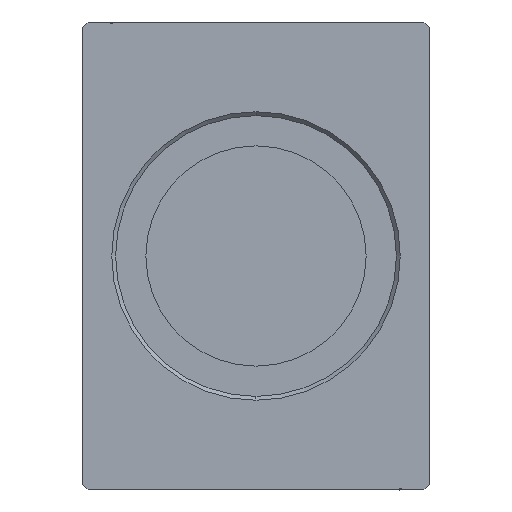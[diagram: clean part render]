
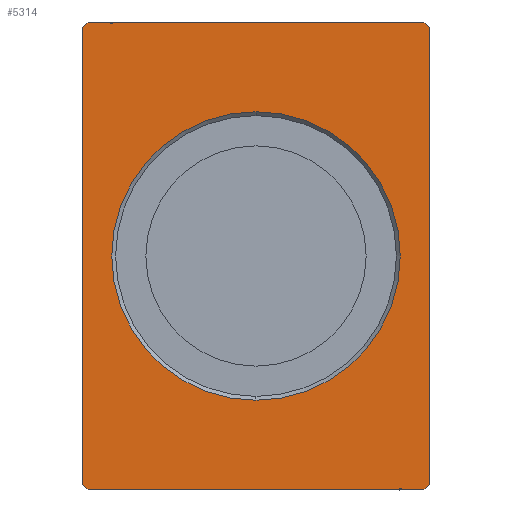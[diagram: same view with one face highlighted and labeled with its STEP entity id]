
A CAD part, left-side view. The second image highlights one B-rep face of the part: STEP entity #5314.
In plain terms, the highlighted planar face has unit normal (-1, 0, 0).
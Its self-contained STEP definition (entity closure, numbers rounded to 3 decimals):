
#55 = CARTESIAN_POINT ( 'NONE',  ( 0., -30.5, 42.5 ) ) ;
#574 = AXIS2_PLACEMENT_3D ( 'NONE', #2727, #3132, #28145 ) ;
#591 = VERTEX_POINT ( 'NONE', #9870 ) ;
#1004 = DIRECTION ( 'NONE',  ( 0., 0.707, 0.707 ) ) ;
#1089 = EDGE_CURVE ( 'NONE', #8739, #7731, #29326, .T. ) ;
#1458 = VERTEX_POINT ( 'NONE', #8004 ) ;
#1904 = VECTOR ( 'NONE', #13506, 1000. ) ;
#2727 = CARTESIAN_POINT ( 'NONE',  ( 0., 0., 0. ) ) ;
#3132 = DIRECTION ( 'NONE',  ( 1., 0., 0. ) ) ;
#3185 = CARTESIAN_POINT ( 'NONE',  ( 0., -31.5, 41.5 ) ) ;
#4360 = CARTESIAN_POINT ( 'NONE',  ( 0., 31.5, -41.5 ) ) ;
#4782 = AXIS2_PLACEMENT_3D ( 'NONE', #20533, #29626, #35843 ) ;
#5314 = ADVANCED_FACE ( 'NONE', ( #12644, #21944 ), #5635, .F. ) ;
#5380 = CARTESIAN_POINT ( 'NONE',  ( 0., 31.5, 41.5 ) ) ;
#5634 = EDGE_CURVE ( 'NONE', #26335, #10272, #29211, .T. ) ;
#5635 = PLANE ( 'NONE',  #574 ) ;
#7073 = ORIENTED_EDGE ( 'NONE', *, *, #27549, .F. ) ;
#7418 = VECTOR ( 'NONE', #24789, 1000. ) ;
#7731 = VERTEX_POINT ( 'NONE', #36536 ) ;
#7822 = CARTESIAN_POINT ( 'NONE',  ( 0., -30.5, -42.5 ) ) ;
#7900 = ORIENTED_EDGE ( 'NONE', *, *, #21550, .F. ) ;
#8004 = CARTESIAN_POINT ( 'NONE',  ( 0., 0., -26.2 ) ) ;
#8488 = ORIENTED_EDGE ( 'NONE', *, *, #39657, .T. ) ;
#8739 = VERTEX_POINT ( 'NONE', #18563 ) ;
#9405 = DIRECTION ( 'NONE',  ( 0., 0., -1. ) ) ;
#9870 = CARTESIAN_POINT ( 'NONE',  ( 0., 0., 26.2 ) ) ;
#10272 = VERTEX_POINT ( 'NONE', #7822 ) ;
#11117 = CARTESIAN_POINT ( 'NONE',  ( 0., -30.5, -42.5 ) ) ;
#11370 = VECTOR ( 'NONE', #40013, 1000. ) ;
#12312 = ORIENTED_EDGE ( 'NONE', *, *, #22202, .F. ) ;
#12644 = FACE_BOUND ( 'NONE', #18066, .T. ) ;
#13506 = DIRECTION ( 'NONE',  ( 0., 0.707, -0.707 ) ) ;
#15031 = CARTESIAN_POINT ( 'NONE',  ( 0., 30.5, 42.5 ) ) ;
#15088 = DIRECTION ( 'NONE',  ( 0., -0.707, 0.707 ) ) ;
#15859 = DIRECTION ( 'NONE',  ( 1., 0., 0. ) ) ;
#16290 = CARTESIAN_POINT ( 'NONE',  ( 0., 30.5, 42.5 ) ) ;
#16743 = EDGE_CURVE ( 'NONE', #10272, #8739, #39407, .T. ) ;
#18066 = EDGE_LOOP ( 'NONE', ( #21336, #8488 ) ) ;
#18184 = LINE ( 'NONE', #27491, #7418 ) ;
#18497 = LINE ( 'NONE', #3185, #20719 ) ;
#18532 = VECTOR ( 'NONE', #23937, 1000. ) ;
#18563 = CARTESIAN_POINT ( 'NONE',  ( 0., 30.5, -42.5 ) ) ;
#19720 = EDGE_CURVE ( 'NONE', #591, #1458, #33776, .T. ) ;
#20480 = LINE ( 'NONE', #4360, #34683 ) ;
#20533 = CARTESIAN_POINT ( 'NONE',  ( 0., 0., 0. ) ) ;
#20719 = VECTOR ( 'NONE', #9405, 1000. ) ;
#20852 = ORIENTED_EDGE ( 'NONE', *, *, #37803, .F. ) ;
#20980 = VECTOR ( 'NONE', #1004, 1000. ) ;
#21336 = ORIENTED_EDGE ( 'NONE', *, *, #19720, .T. ) ;
#21389 = VERTEX_POINT ( 'NONE', #16290 ) ;
#21469 = ORIENTED_EDGE ( 'NONE', *, *, #5634, .F. ) ;
#21550 = EDGE_CURVE ( 'NONE', #21389, #37656, #37139, .T. ) ;
#21944 = FACE_OUTER_BOUND ( 'NONE', #40120, .T. ) ;
#22202 = EDGE_CURVE ( 'NONE', #37656, #36591, #18184, .T. ) ;
#22608 = CIRCLE ( 'NONE', #4782, 26.2 ) ;
#23937 = DIRECTION ( 'NONE',  ( 0., 1., 0. ) ) ;
#24789 = DIRECTION ( 'NONE',  ( 0., -0.707, -0.707 ) ) ;
#24946 = CARTESIAN_POINT ( 'NONE',  ( 0., 0., 0. ) ) ;
#25829 = CARTESIAN_POINT ( 'NONE',  ( 0., 30.5, -42.5 ) ) ;
#26335 = VERTEX_POINT ( 'NONE', #30931 ) ;
#27487 = LINE ( 'NONE', #5380, #40582 ) ;
#27491 = CARTESIAN_POINT ( 'NONE',  ( 0., -30.5, 42.5 ) ) ;
#27549 = EDGE_CURVE ( 'NONE', #36591, #26335, #18497, .T. ) ;
#28145 = DIRECTION ( 'NONE',  ( 0., 0., -1. ) ) ;
#29211 = LINE ( 'NONE', #35836, #1904 ) ;
#29326 = LINE ( 'NONE', #25829, #20980 ) ;
#29626 = DIRECTION ( 'NONE',  ( 1., 0., 0. ) ) ;
#29746 = EDGE_CURVE ( 'NONE', #31020, #21389, #27487, .T. ) ;
#30931 = CARTESIAN_POINT ( 'NONE',  ( 0., -31.5, -41.5 ) ) ;
#31020 = VERTEX_POINT ( 'NONE', #35256 ) ;
#31030 = ORIENTED_EDGE ( 'NONE', *, *, #1089, .F. ) ;
#31116 = AXIS2_PLACEMENT_3D ( 'NONE', #24946, #15859, #35052 ) ;
#32526 = ORIENTED_EDGE ( 'NONE', *, *, #29746, .F. ) ;
#33089 = DIRECTION ( 'NONE',  ( 0., 0., 1. ) ) ;
#33776 = CIRCLE ( 'NONE', #31116, 26.2 ) ;
#34683 = VECTOR ( 'NONE', #33089, 1000. ) ;
#35052 = DIRECTION ( 'NONE',  ( 0., 0., -1. ) ) ;
#35256 = CARTESIAN_POINT ( 'NONE',  ( 0., 31.5, 41.5 ) ) ;
#35836 = CARTESIAN_POINT ( 'NONE',  ( 0., -31.5, -41.5 ) ) ;
#35843 = DIRECTION ( 'NONE',  ( 0., 0., -1. ) ) ;
#36536 = CARTESIAN_POINT ( 'NONE',  ( 0., 31.5, -41.5 ) ) ;
#36591 = VERTEX_POINT ( 'NONE', #40187 ) ;
#37059 = ORIENTED_EDGE ( 'NONE', *, *, #16743, .F. ) ;
#37139 = LINE ( 'NONE', #15031, #11370 ) ;
#37656 = VERTEX_POINT ( 'NONE', #55 ) ;
#37803 = EDGE_CURVE ( 'NONE', #7731, #31020, #20480, .T. ) ;
#39407 = LINE ( 'NONE', #11117, #18532 ) ;
#39657 = EDGE_CURVE ( 'NONE', #1458, #591, #22608, .T. ) ;
#40013 = DIRECTION ( 'NONE',  ( 0., -1., 0. ) ) ;
#40120 = EDGE_LOOP ( 'NONE', ( #32526, #20852, #31030, #37059, #21469, #7073, #12312, #7900 ) ) ;
#40187 = CARTESIAN_POINT ( 'NONE',  ( 0., -31.5, 41.5 ) ) ;
#40582 = VECTOR ( 'NONE', #15088, 1000. ) ;
